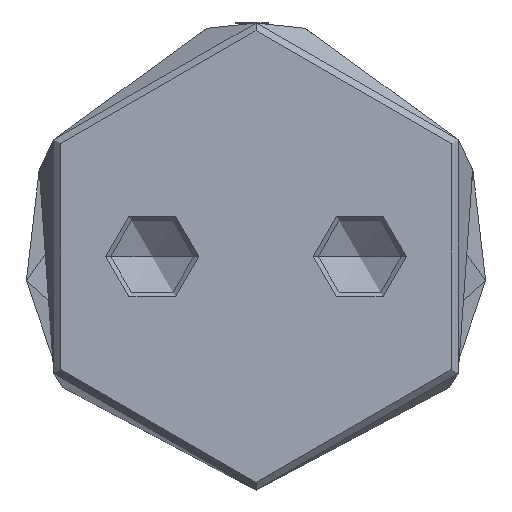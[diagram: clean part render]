
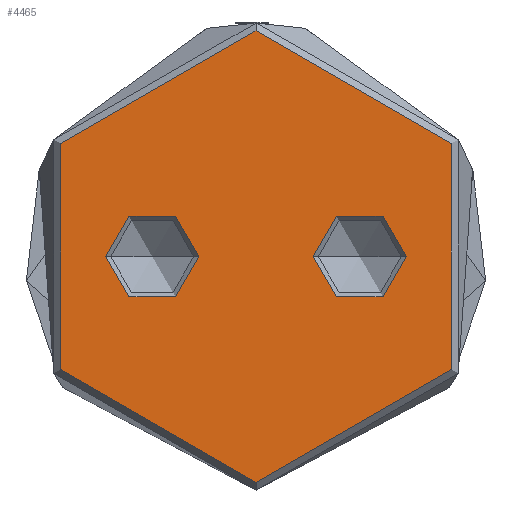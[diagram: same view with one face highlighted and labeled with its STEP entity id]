
A CAD part, front view. The second image highlights one B-rep face of the part: STEP entity #4465.
In plain terms, the highlighted face is planar.
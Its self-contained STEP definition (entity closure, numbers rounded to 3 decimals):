
#106 = ORIENTED_EDGE ( 'NONE', *, *, #2755, .F. ) ;
#195 = ORIENTED_EDGE ( 'NONE', *, *, #5520, .T. ) ;
#358 = CARTESIAN_POINT ( 'NONE',  ( -5.5, 0., 0. ) ) ;
#405 = EDGE_LOOP ( 'NONE', ( #1717, #780 ) ) ;
#672 = CARTESIAN_POINT ( 'NONE',  ( -14.5, 0., 0. ) ) ;
#674 = DIRECTION ( 'NONE',  ( 0., 0., -1. ) ) ;
#705 = CARTESIAN_POINT ( 'NONE',  ( 0., 0., 0. ) ) ;
#780 = ORIENTED_EDGE ( 'NONE', *, *, #4920, .T. ) ;
#903 = CARTESIAN_POINT ( 'NONE',  ( 14.5, 0., 0. ) ) ;
#1202 = DIRECTION ( 'NONE',  ( 0., 1., 0. ) ) ;
#1289 = CIRCLE ( 'NONE', #5331, 4.5 ) ;
#1394 = EDGE_CURVE ( 'NONE', #5982, #1538, #4321, .T. ) ;
#1538 = VERTEX_POINT ( 'NONE', #358 ) ;
#1668 = CARTESIAN_POINT ( 'NONE',  ( 0., -21.75, 0. ) ) ;
#1717 = ORIENTED_EDGE ( 'NONE', *, *, #4772, .T. ) ;
#1842 = EDGE_CURVE ( 'NONE', #4497, #5752, #1289, .T. ) ;
#1941 = EDGE_LOOP ( 'NONE', ( #195, #4202 ) ) ;
#2170 = CARTESIAN_POINT ( 'NONE',  ( 10., 0., 0. ) ) ;
#2409 = FACE_BOUND ( 'NONE', #2662, .T. ) ;
#2422 = CARTESIAN_POINT ( 'NONE',  ( 0., 21.75, 0. ) ) ;
#2572 = CIRCLE ( 'NONE', #3786, 4.5 ) ;
#2620 = DIRECTION ( 'NONE',  ( 1., 0., 0. ) ) ;
#2634 = CARTESIAN_POINT ( 'NONE',  ( 5.5, 0., 0. ) ) ;
#2645 = CARTESIAN_POINT ( 'NONE',  ( 10., 0., 0. ) ) ;
#2660 = DIRECTION ( 'NONE',  ( 1., 0., 0. ) ) ;
#2662 = EDGE_LOOP ( 'NONE', ( #5584, #106 ) ) ;
#2666 = DIRECTION ( 'NONE',  ( 0., 0., 1. ) ) ;
#2755 = EDGE_CURVE ( 'NONE', #1538, #5982, #2572, .T. ) ;
#2796 = DIRECTION ( 'NONE',  ( -1., 0., 0. ) ) ;
#2809 = DIRECTION ( 'NONE',  ( 0., 0., -1. ) ) ;
#2856 = CARTESIAN_POINT ( 'NONE',  ( 0., 0., 0. ) ) ;
#3072 = VERTEX_POINT ( 'NONE', #1668 ) ;
#3177 = CIRCLE ( 'NONE', #4752, 21.75 ) ;
#3298 = CARTESIAN_POINT ( 'NONE',  ( -10., 0., 0. ) ) ;
#3345 = DIRECTION ( 'NONE',  ( 0., 1., 0. ) ) ;
#3700 = FACE_BOUND ( 'NONE', #1941, .T. ) ;
#3786 = AXIS2_PLACEMENT_3D ( 'NONE', #5651, #2809, #6137 ) ;
#3830 = VERTEX_POINT ( 'NONE', #2422 ) ;
#3990 = AXIS2_PLACEMENT_3D ( 'NONE', #705, #4092, #1202 ) ;
#4061 = DIRECTION ( 'NONE',  ( 0., 1., 0. ) ) ;
#4092 = DIRECTION ( 'NONE',  ( 0., 0., -1. ) ) ;
#4202 = ORIENTED_EDGE ( 'NONE', *, *, #1842, .T. ) ;
#4321 = CIRCLE ( 'NONE', #4621, 4.5 ) ;
#4465 = ADVANCED_FACE ( 'NONE', ( #3700, #2409, #4969 ), #5440, .T. ) ;
#4497 = VERTEX_POINT ( 'NONE', #2634 ) ;
#4621 = AXIS2_PLACEMENT_3D ( 'NONE', #3298, #5240, #2796 ) ;
#4752 = AXIS2_PLACEMENT_3D ( 'NONE', #2856, #6179, #3345 ) ;
#4772 = EDGE_CURVE ( 'NONE', #3072, #3830, #3177, .T. ) ;
#4879 = AXIS2_PLACEMENT_3D ( 'NONE', #5472, #674, #4061 ) ;
#4920 = EDGE_CURVE ( 'NONE', #3830, #3072, #6220, .T. ) ;
#4969 = FACE_OUTER_BOUND ( 'NONE', #405, .T. ) ;
#5240 = DIRECTION ( 'NONE',  ( 0., 0., -1. ) ) ;
#5331 = AXIS2_PLACEMENT_3D ( 'NONE', #2645, #2666, #2620 ) ;
#5440 = PLANE ( 'NONE',  #4879 ) ;
#5472 = CARTESIAN_POINT ( 'NONE',  ( 0., 0., 0. ) ) ;
#5518 = DIRECTION ( 'NONE',  ( 0., 0., 1. ) ) ;
#5520 = EDGE_CURVE ( 'NONE', #5752, #4497, #5614, .T. ) ;
#5584 = ORIENTED_EDGE ( 'NONE', *, *, #1394, .F. ) ;
#5614 = CIRCLE ( 'NONE', #5992, 4.5 ) ;
#5651 = CARTESIAN_POINT ( 'NONE',  ( -10., 0., 0. ) ) ;
#5752 = VERTEX_POINT ( 'NONE', #903 ) ;
#5982 = VERTEX_POINT ( 'NONE', #672 ) ;
#5992 = AXIS2_PLACEMENT_3D ( 'NONE', #2170, #5518, #2660 ) ;
#6137 = DIRECTION ( 'NONE',  ( -1., 0., 0. ) ) ;
#6179 = DIRECTION ( 'NONE',  ( 0., 0., -1. ) ) ;
#6220 = CIRCLE ( 'NONE', #3990, 21.75 ) ;
